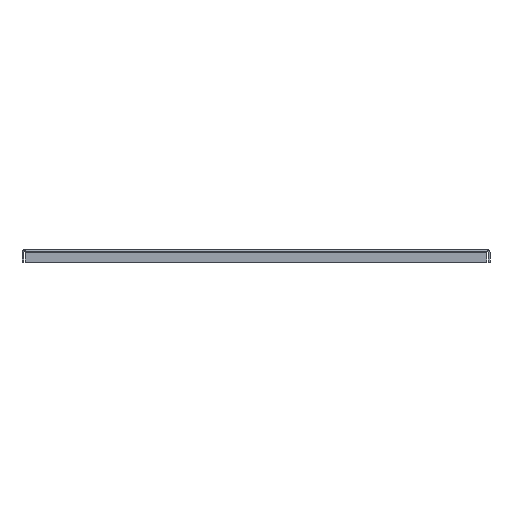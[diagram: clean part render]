
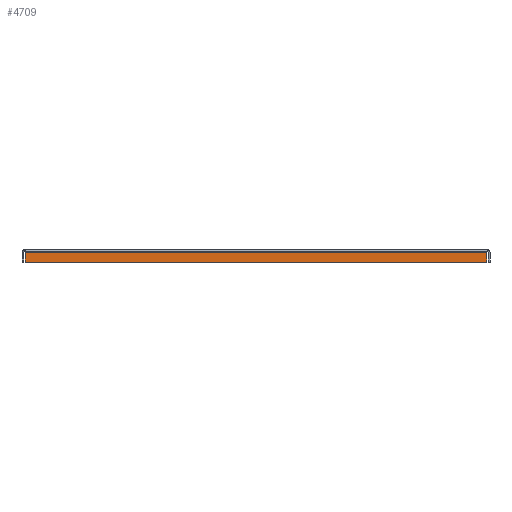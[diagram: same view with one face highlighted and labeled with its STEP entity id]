
A CAD part, front view. The second image highlights one B-rep face of the part: STEP entity #4709.
In plain terms, the highlighted planar face has unit normal (0, -1, 0).
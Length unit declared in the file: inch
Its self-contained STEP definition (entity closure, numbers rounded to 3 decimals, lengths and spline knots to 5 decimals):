
#188 = EDGE_CURVE ( 'NONE', #865, #364, #5263, .T. ) ;
#240 = CARTESIAN_POINT ( 'NONE',  ( 18.37367, 0., -0.17821 ) ) ;
#364 = VERTEX_POINT ( 'NONE', #4503 ) ;
#604 = VERTEX_POINT ( 'NONE', #2001 ) ;
#822 = CARTESIAN_POINT ( 'NONE',  ( 18.37367, 0., -0.03125 ) ) ;
#865 = VERTEX_POINT ( 'NONE', #3608 ) ;
#936 = VECTOR ( 'NONE', #4104, 39.37008 ) ;
#951 = CARTESIAN_POINT ( 'NONE',  ( 9.25, 0., -0.17821 ) ) ;
#1048 = CARTESIAN_POINT ( 'NONE',  ( 9.25, 0., -0.426 ) ) ;
#1260 = VERTEX_POINT ( 'NONE', #822 ) ;
#1303 = DIRECTION ( 'NONE',  ( 0., 0., -1. ) ) ;
#1414 = DIRECTION ( 'NONE',  ( 0., -1., 0. ) ) ;
#1858 = VECTOR ( 'NONE', #2468, 39.37008 ) ;
#2001 = CARTESIAN_POINT ( 'NONE',  ( 0.12633, 0., -0.03125 ) ) ;
#2140 = CARTESIAN_POINT ( 'NONE',  ( 0.12633, 0., -0.17821 ) ) ;
#2251 = CARTESIAN_POINT ( 'NONE',  ( 9.25, 0., -0.03125 ) ) ;
#2468 = DIRECTION ( 'NONE',  ( 1., 0., 0. ) ) ;
#2527 = EDGE_CURVE ( 'NONE', #364, #1260, #2529, .T. ) ;
#2529 = LINE ( 'NONE', #240, #4504 ) ;
#2586 = LINE ( 'NONE', #2140, #5430 ) ;
#2634 = ORIENTED_EDGE ( 'NONE', *, *, #5434, .T. ) ;
#2733 = DIRECTION ( 'NONE',  ( 0., 0., -1. ) ) ;
#2973 = ORIENTED_EDGE ( 'NONE', *, *, #2527, .T. ) ;
#3172 = ORIENTED_EDGE ( 'NONE', *, *, #4672, .F. ) ;
#3259 = PLANE ( 'NONE',  #4252 ) ;
#3608 = CARTESIAN_POINT ( 'NONE',  ( 0.12633, 0., -0.426 ) ) ;
#4104 = DIRECTION ( 'NONE',  ( 1., 0., 0. ) ) ;
#4252 = AXIS2_PLACEMENT_3D ( 'NONE', #951, #1414, #2733 ) ;
#4482 = DIRECTION ( 'NONE',  ( 0., 0., 1. ) ) ;
#4503 = CARTESIAN_POINT ( 'NONE',  ( 18.37367, 0., -0.426 ) ) ;
#4504 = VECTOR ( 'NONE', #4482, 39.37008 ) ;
#4672 = EDGE_CURVE ( 'NONE', #604, #1260, #5597, .T. ) ;
#4709 = ADVANCED_FACE ( 'NONE', ( #6017 ), #3259, .T. ) ;
#5263 = LINE ( 'NONE', #1048, #1858 ) ;
#5340 = EDGE_LOOP ( 'NONE', ( #5867, #2973, #3172, #2634 ) ) ;
#5430 = VECTOR ( 'NONE', #1303, 39.37008 ) ;
#5434 = EDGE_CURVE ( 'NONE', #604, #865, #2586, .T. ) ;
#5597 = LINE ( 'NONE', #2251, #936 ) ;
#5867 = ORIENTED_EDGE ( 'NONE', *, *, #188, .T. ) ;
#6017 = FACE_OUTER_BOUND ( 'NONE', #5340, .T. ) ;
